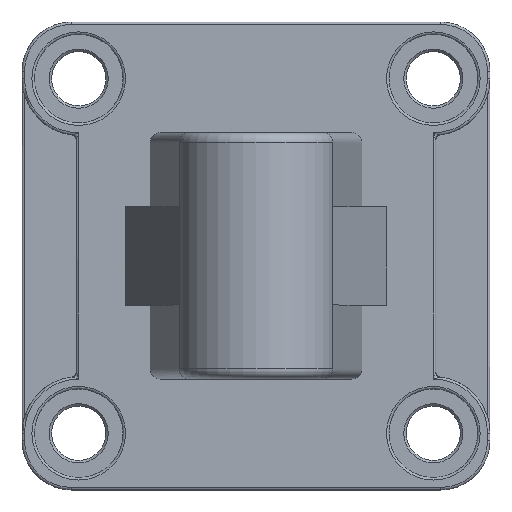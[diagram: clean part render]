
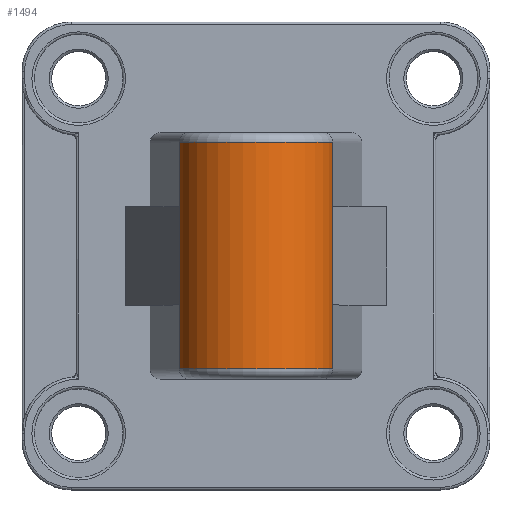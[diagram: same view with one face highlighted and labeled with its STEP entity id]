
A CAD part, top view. The second image highlights one B-rep face of the part: STEP entity #1494.
In plain terms, the highlighted cylindrical face has radius 16 mm (diameter 32 mm), a partial arc.
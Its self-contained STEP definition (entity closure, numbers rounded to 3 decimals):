
#182=LINE('',#2904,#266);
#184=LINE('',#2908,#268);
#185=LINE('',#2910,#269);
#186=LINE('',#2912,#270);
#187=LINE('',#2916,#271);
#188=LINE('',#2917,#272);
#266=VECTOR('',#2140,13.);
#268=VECTOR('',#2144,13.);
#269=VECTOR('',#2145,20.);
#270=VECTOR('',#2146,13.);
#271=VECTOR('',#2149,13.);
#272=VECTOR('',#2150,20.);
#320=CYLINDRICAL_SURFACE('',#1693,16.);
#408=FACE_OUTER_BOUND('',#550,.T.);
#550=EDGE_LOOP('',(#1333,#1334,#1335,#1336,#1337,#1338,#1339,#1340));
#663=CIRCLE('',#1690,16.);
#664=CIRCLE('',#1694,16.);
#802=VERTEX_POINT('',#2893);
#803=VERTEX_POINT('',#2897);
#804=VERTEX_POINT('',#2903);
#805=VERTEX_POINT('',#2907);
#806=VERTEX_POINT('',#2909);
#807=VERTEX_POINT('',#2911);
#808=VERTEX_POINT('',#2913);
#809=VERTEX_POINT('',#2915);
#986=EDGE_CURVE('',#802,#803,#663,.T.);
#988=EDGE_CURVE('',#804,#803,#182,.T.);
#990=EDGE_CURVE('',#805,#802,#184,.T.);
#991=EDGE_CURVE('',#806,#805,#185,.T.);
#992=EDGE_CURVE('',#807,#806,#186,.T.);
#993=EDGE_CURVE('',#808,#807,#664,.T.);
#994=EDGE_CURVE('',#808,#809,#187,.T.);
#995=EDGE_CURVE('',#809,#804,#188,.T.);
#1333=ORIENTED_EDGE('',*,*,#986,.F.);
#1334=ORIENTED_EDGE('',*,*,#990,.F.);
#1335=ORIENTED_EDGE('',*,*,#991,.F.);
#1336=ORIENTED_EDGE('',*,*,#992,.F.);
#1337=ORIENTED_EDGE('',*,*,#993,.F.);
#1338=ORIENTED_EDGE('',*,*,#994,.T.);
#1339=ORIENTED_EDGE('',*,*,#995,.T.);
#1340=ORIENTED_EDGE('',*,*,#988,.T.);
#1494=ADVANCED_FACE('',(#408),#320,.T.);
#1690=AXIS2_PLACEMENT_3D('',#2899,#2133,#2134);
#1693=AXIS2_PLACEMENT_3D('',#2906,#2142,#2143);
#1694=AXIS2_PLACEMENT_3D('',#2914,#2147,#2148);
#2133=DIRECTION('center_axis',(0.,1.,0.));
#2134=DIRECTION('ref_axis',(0.,0.,1.));
#2140=DIRECTION('',(0.,1.,0.));
#2142=DIRECTION('center_axis',(0.,1.,0.));
#2143=DIRECTION('ref_axis',(0.974,0.,0.225));
#2144=DIRECTION('',(0.,1.,0.));
#2145=DIRECTION('',(0.,1.,0.));
#2146=DIRECTION('',(0.,1.,0.));
#2147=DIRECTION('center_axis',(0.,-1.,0.));
#2148=DIRECTION('ref_axis',(0.,0.,1.));
#2149=DIRECTION('',(0.,1.,0.));
#2150=DIRECTION('',(0.,1.,0.));
#2893=CARTESIAN_POINT('',(-15.59,23.,39.599));
#2897=CARTESIAN_POINT('',(15.59,23.,39.599));
#2899=CARTESIAN_POINT('Origin',(0.,23.,36.));
#2903=CARTESIAN_POINT('',(15.59,10.,39.599));
#2904=CARTESIAN_POINT('',(15.59,-25.,39.599));
#2906=CARTESIAN_POINT('Origin',(0.,-25.,36.));
#2907=CARTESIAN_POINT('',(-15.59,10.,39.599));
#2908=CARTESIAN_POINT('',(-15.59,-25.,39.599));
#2909=CARTESIAN_POINT('',(-15.59,-10.,39.599));
#2910=CARTESIAN_POINT('',(-15.59,-25.,39.599));
#2911=CARTESIAN_POINT('',(-15.59,-23.,39.599));
#2912=CARTESIAN_POINT('',(-15.59,-25.,39.599));
#2913=CARTESIAN_POINT('',(15.59,-23.,39.599));
#2914=CARTESIAN_POINT('Origin',(0.,-23.,36.));
#2915=CARTESIAN_POINT('',(15.59,-10.,39.599));
#2916=CARTESIAN_POINT('',(15.59,-25.,39.599));
#2917=CARTESIAN_POINT('',(15.59,-25.,39.599));
